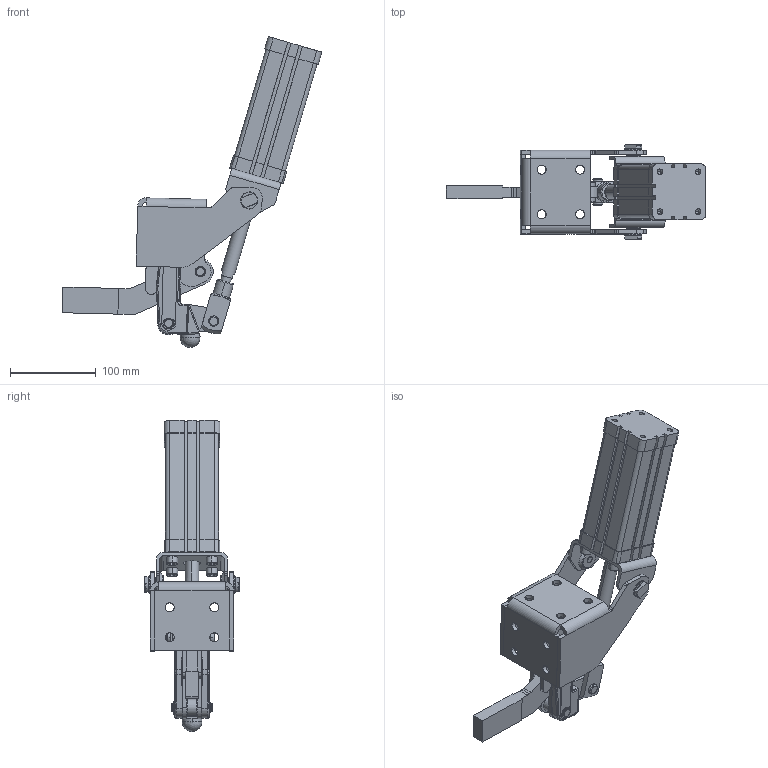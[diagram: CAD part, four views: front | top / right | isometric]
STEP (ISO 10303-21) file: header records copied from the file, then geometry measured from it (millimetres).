
FILE_DESCRIPTION((''),'2;1');
FILE_NAME('775.L.stp','2005-09-28T13:39:29',('CAD'),(''),'Autodesk Inventor 8','Autodesk Inventor 8','');
FILE_SCHEMA(('AUTOMOTIVE_DESIGN { 1 0 10303 214 1 1 1 1 }'));
Length unit declared in the file: millimetre
Products named in the file (1): Part7
Bounding box: 303.04 x 110 x 363.2 mm (x, y, z)
Volume: 1077390.1 mm3; surface area: 227202.7 mm2
Topology: 1 solids, 124 shells, 2575 faces, 7380 edges, 4825 vertices
Faces by surface type: plane 1628, cylinder 616, cone 184, bspline 122, torus 20, sphere 5
Entity records: 85430 total; most frequent: CARTESIAN_POINT 20669, ORIENTED_EDGE 14700, DIRECTION 12836, EDGE_CURVE 7350, VERTEX_POINT 4823, AXIS2_PLACEMENT_3D 4686, VECTOR 3464, LINE 3464
